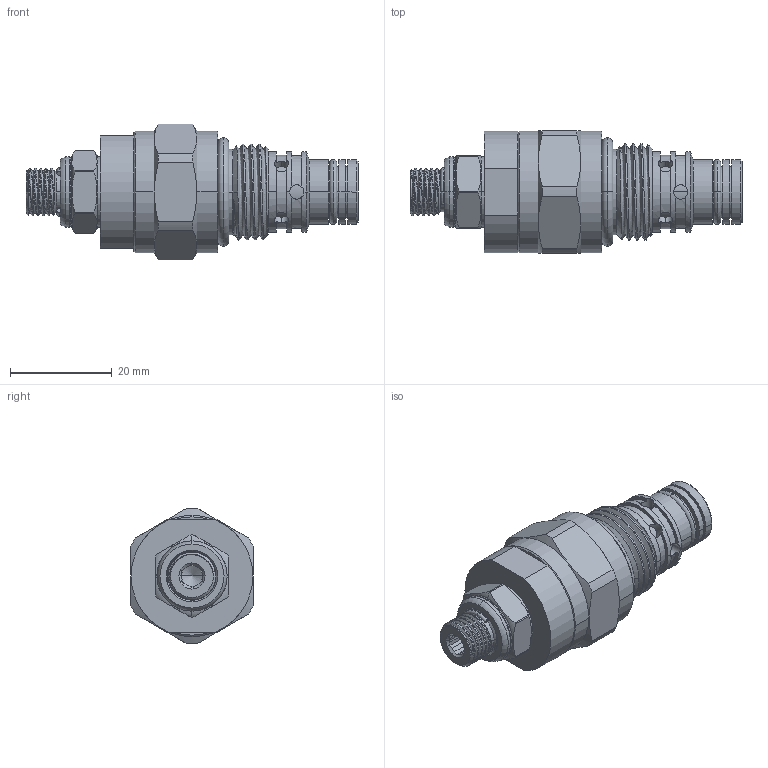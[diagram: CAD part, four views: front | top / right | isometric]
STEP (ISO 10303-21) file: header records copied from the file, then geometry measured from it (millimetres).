
FILE_DESCRIPTION (( 'STEP AP203' ), '1' );
FILE_NAME ('NC08W20-L.STEP', '2016-06-07T07:00:36', ( '' ), ( '' ), 'SwSTEP 2.0', 'SolidWorks 2012', '' );
FILE_SCHEMA (( 'CONFIG_CONTROL_DESIGN' ));
Length unit declared in the file: millimetre
Products named in the file (1): NC08W20-L
Bounding box: 65.11 x 24 x 26.66 mm (x, y, z)
Volume: 16932.9 mm3; surface area: 6888.2 mm2
Topology: 5 solids, 5 shells, 298 faces, 856 edges, 549 vertices
Faces by surface type: cylinder 136, plane 69, cone 37, bspline 30, torus 26
Entity records: 38550 total; most frequent: CARTESIAN_POINT 31551, ORIENTED_EDGE 1708, DIRECTION 1226, EDGE_CURVE 854, VERTEX_POINT 549, AXIS2_PLACEMENT_3D 504, EDGE_LOOP 311, ADVANCED_FACE 298
